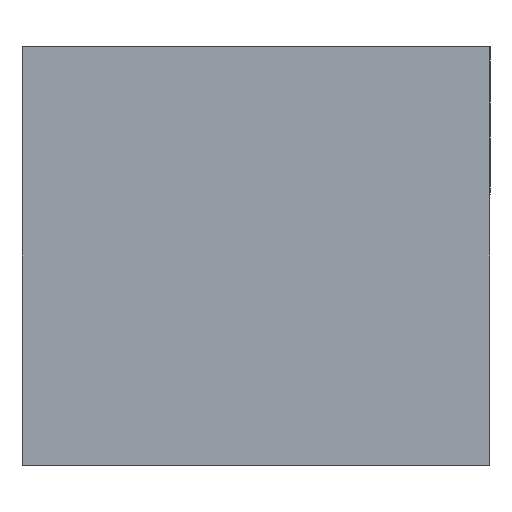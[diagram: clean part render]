
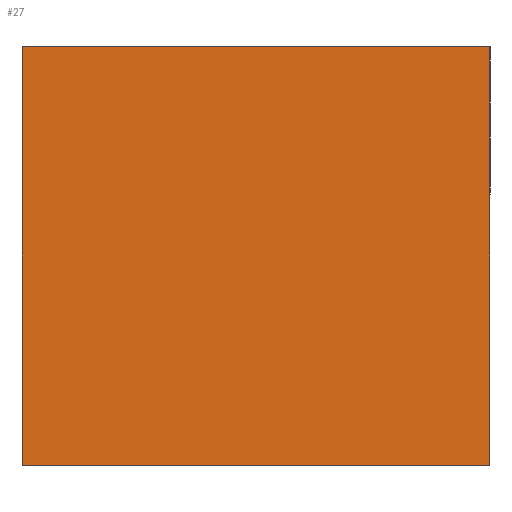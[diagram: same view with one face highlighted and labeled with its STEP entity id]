
A CAD part, left-side view. The second image highlights one B-rep face of the part: STEP entity #27.
In plain terms, the highlighted planar face has unit normal (-1, 0, 0).
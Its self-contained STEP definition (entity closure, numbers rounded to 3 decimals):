
#17 = EDGE_CURVE ( 'NONE', #223, #60, #403, .T. ) ;
#27 = ADVANCED_FACE ( 'NONE', ( #333 ), #384, .F. ) ;
#33 = DIRECTION ( 'NONE',  ( 0., 0., 1. ) ) ;
#46 = CARTESIAN_POINT ( 'NONE',  ( 0., -9.5, -17. ) ) ;
#60 = VERTEX_POINT ( 'NONE', #204 ) ;
#95 = DIRECTION ( 'NONE',  ( 0., -1., 0. ) ) ;
#110 = ORIENTED_EDGE ( 'NONE', *, *, #133, .T. ) ;
#122 = CARTESIAN_POINT ( 'NONE',  ( 0., 9.5, -17. ) ) ;
#123 = DIRECTION ( 'NONE',  ( 1., 0., 0. ) ) ;
#125 = VECTOR ( 'NONE', #33, 1000. ) ;
#133 = EDGE_CURVE ( 'NONE', #223, #158, #419, .T. ) ;
#139 = EDGE_LOOP ( 'NONE', ( #314, #191, #358, #110 ) ) ;
#144 = EDGE_CURVE ( 'NONE', #158, #259, #178, .T. ) ;
#150 = VECTOR ( 'NONE', #95, 1000. ) ;
#158 = VERTEX_POINT ( 'NONE', #46 ) ;
#167 = VECTOR ( 'NONE', #270, 1000. ) ;
#178 = LINE ( 'NONE', #413, #455 ) ;
#184 = CARTESIAN_POINT ( 'NONE',  ( 0., 9.5, 0. ) ) ;
#191 = ORIENTED_EDGE ( 'NONE', *, *, #466, .F. ) ;
#204 = CARTESIAN_POINT ( 'NONE',  ( 0., 9.5, 0. ) ) ;
#223 = VERTEX_POINT ( 'NONE', #227 ) ;
#227 = CARTESIAN_POINT ( 'NONE',  ( 0., 9.5, -17. ) ) ;
#250 = LINE ( 'NONE', #184, #150 ) ;
#259 = VERTEX_POINT ( 'NONE', #330 ) ;
#270 = DIRECTION ( 'NONE',  ( 0., -1., 0. ) ) ;
#303 = CARTESIAN_POINT ( 'NONE',  ( 0., 9.5, -17. ) ) ;
#314 = ORIENTED_EDGE ( 'NONE', *, *, #144, .T. ) ;
#330 = CARTESIAN_POINT ( 'NONE',  ( 0., -9.5, 0. ) ) ;
#333 = FACE_OUTER_BOUND ( 'NONE', #139, .T. ) ;
#347 = DIRECTION ( 'NONE',  ( 0., 0., -1. ) ) ;
#358 = ORIENTED_EDGE ( 'NONE', *, *, #17, .F. ) ;
#373 = DIRECTION ( 'NONE',  ( 0., 0., 1. ) ) ;
#384 = PLANE ( 'NONE',  #462 ) ;
#403 = LINE ( 'NONE', #447, #125 ) ;
#413 = CARTESIAN_POINT ( 'NONE',  ( 0., -9.5, -17. ) ) ;
#419 = LINE ( 'NONE', #303, #167 ) ;
#447 = CARTESIAN_POINT ( 'NONE',  ( 0., 9.5, -17. ) ) ;
#455 = VECTOR ( 'NONE', #373, 1000. ) ;
#462 = AXIS2_PLACEMENT_3D ( 'NONE', #122, #123, #347 ) ;
#466 = EDGE_CURVE ( 'NONE', #60, #259, #250, .T. ) ;
